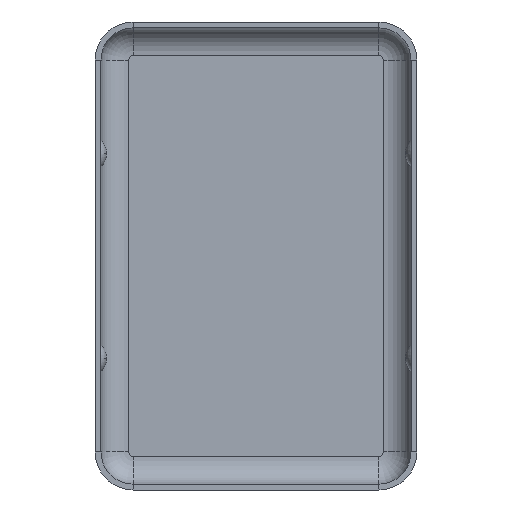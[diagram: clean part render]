
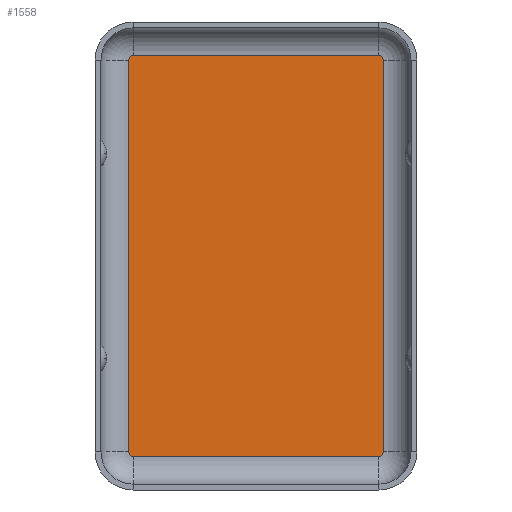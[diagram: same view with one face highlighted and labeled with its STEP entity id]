
A CAD part, front view. The second image highlights one B-rep face of the part: STEP entity #1558.
In plain terms, the highlighted planar face has unit normal (0, -1, 0).
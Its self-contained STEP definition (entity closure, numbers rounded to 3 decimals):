
#29 = LINE ( 'NONE', #1499, #504 ) ;
#34 = VERTEX_POINT ( 'NONE', #932 ) ;
#39 = CARTESIAN_POINT ( 'NONE',  ( -4.2, 0., 6.85 ) ) ;
#40 = EDGE_CURVE ( 'NONE', #982, #1624, #725, .T. ) ;
#43 = CARTESIAN_POINT ( 'NONE',  ( 4.35, 0., 6.7 ) ) ;
#44 = VERTEX_POINT ( 'NONE', #1072 ) ;
#46 = DIRECTION ( 'NONE',  ( 0., 1., 0. ) ) ;
#93 = DIRECTION ( 'NONE',  ( 0., 1., 0. ) ) ;
#104 = CARTESIAN_POINT ( 'NONE',  ( 4.2, 0., -6.7 ) ) ;
#126 = CARTESIAN_POINT ( 'NONE',  ( 4.2, 0., 6.85 ) ) ;
#167 = EDGE_CURVE ( 'NONE', #316, #44, #1207, .T. ) ;
#262 = VECTOR ( 'NONE', #853, 1000. ) ;
#316 = VERTEX_POINT ( 'NONE', #879 ) ;
#334 = VERTEX_POINT ( 'NONE', #43 ) ;
#336 = CIRCLE ( 'NONE', #1320, 0.15 ) ;
#366 = AXIS2_PLACEMENT_3D ( 'NONE', #104, #93, #1098 ) ;
#408 = CIRCLE ( 'NONE', #971, 0.15 ) ;
#422 = DIRECTION ( 'NONE',  ( 0., -1., 0. ) ) ;
#444 = CARTESIAN_POINT ( 'NONE',  ( -4.2, 0., 6.7 ) ) ;
#504 = VECTOR ( 'NONE', #1022, 1000. ) ;
#510 = ORIENTED_EDGE ( 'NONE', *, *, #634, .T. ) ;
#574 = EDGE_CURVE ( 'NONE', #838, #1591, #584, .T. ) ;
#583 = ORIENTED_EDGE ( 'NONE', *, *, #167, .T. ) ;
#584 = LINE ( 'NONE', #1609, #262 ) ;
#591 = CARTESIAN_POINT ( 'NONE',  ( 4.2, 0., 6.7 ) ) ;
#616 = AXIS2_PLACEMENT_3D ( 'NONE', #910, #422, #1274 ) ;
#634 = EDGE_CURVE ( 'NONE', #334, #838, #408, .T. ) ;
#651 = DIRECTION ( 'NONE',  ( 0., -1., 0. ) ) ;
#652 = ORIENTED_EDGE ( 'NONE', *, *, #1494, .T. ) ;
#656 = CARTESIAN_POINT ( 'NONE',  ( -4.2, 0., -6.85 ) ) ;
#659 = CIRCLE ( 'NONE', #366, 0.15 ) ;
#660 = ORIENTED_EDGE ( 'NONE', *, *, #901, .F. ) ;
#725 = LINE ( 'NONE', #825, #969 ) ;
#825 = CARTESIAN_POINT ( 'NONE',  ( 4.2, 0., -6.85 ) ) ;
#838 = VERTEX_POINT ( 'NONE', #126 ) ;
#853 = DIRECTION ( 'NONE',  ( -1., 0., 0. ) ) ;
#876 = CARTESIAN_POINT ( 'NONE',  ( -4.2, 0., -6.7 ) ) ;
#879 = CARTESIAN_POINT ( 'NONE',  ( -4.35, 0., 6.7 ) ) ;
#901 = EDGE_CURVE ( 'NONE', #334, #34, #29, .T. ) ;
#910 = CARTESIAN_POINT ( 'NONE',  ( 4.2, 0., -6.7 ) ) ;
#932 = CARTESIAN_POINT ( 'NONE',  ( 4.35, 0., -6.7 ) ) ;
#953 = DIRECTION ( 'NONE',  ( 0., -1., 0. ) ) ;
#969 = VECTOR ( 'NONE', #1578, 1000. ) ;
#971 = AXIS2_PLACEMENT_3D ( 'NONE', #591, #953, #1475 ) ;
#982 = VERTEX_POINT ( 'NONE', #1005 ) ;
#1005 = CARTESIAN_POINT ( 'NONE',  ( 4.2, 0., -6.85 ) ) ;
#1022 = DIRECTION ( 'NONE',  ( 0., 0., -1. ) ) ;
#1032 = EDGE_CURVE ( 'NONE', #316, #1591, #336, .T. ) ;
#1049 = ORIENTED_EDGE ( 'NONE', *, *, #1129, .F. ) ;
#1072 = CARTESIAN_POINT ( 'NONE',  ( -4.35, 0., -6.7 ) ) ;
#1088 = CIRCLE ( 'NONE', #1595, 0.15 ) ;
#1098 = DIRECTION ( 'NONE',  ( 0., 0., 1. ) ) ;
#1129 = EDGE_CURVE ( 'NONE', #34, #982, #659, .T. ) ;
#1135 = DIRECTION ( 'NONE',  ( 0., 0., 1. ) ) ;
#1155 = PLANE ( 'NONE',  #616 ) ;
#1207 = LINE ( 'NONE', #1460, #1506 ) ;
#1274 = DIRECTION ( 'NONE',  ( 0., 0., -1. ) ) ;
#1320 = AXIS2_PLACEMENT_3D ( 'NONE', #444, #46, #1561 ) ;
#1322 = FACE_OUTER_BOUND ( 'NONE', #1565, .T. ) ;
#1392 = ORIENTED_EDGE ( 'NONE', *, *, #1032, .F. ) ;
#1460 = CARTESIAN_POINT ( 'NONE',  ( -4.35, 0., 0. ) ) ;
#1475 = DIRECTION ( 'NONE',  ( 0., 0., -1. ) ) ;
#1494 = EDGE_CURVE ( 'NONE', #44, #1624, #1088, .T. ) ;
#1499 = CARTESIAN_POINT ( 'NONE',  ( 4.35, 0., 0. ) ) ;
#1506 = VECTOR ( 'NONE', #1594, 1000. ) ;
#1558 = ADVANCED_FACE ( 'NONE', ( #1322 ), #1155, .T. ) ;
#1561 = DIRECTION ( 'NONE',  ( 0., 0., -1. ) ) ;
#1565 = EDGE_LOOP ( 'NONE', ( #1592, #1049, #660, #510, #1621, #1392, #583, #652 ) ) ;
#1578 = DIRECTION ( 'NONE',  ( -1., 0., 0. ) ) ;
#1591 = VERTEX_POINT ( 'NONE', #39 ) ;
#1592 = ORIENTED_EDGE ( 'NONE', *, *, #40, .F. ) ;
#1594 = DIRECTION ( 'NONE',  ( 0., 0., -1. ) ) ;
#1595 = AXIS2_PLACEMENT_3D ( 'NONE', #876, #651, #1135 ) ;
#1609 = CARTESIAN_POINT ( 'NONE',  ( 4.2, 0., 6.85 ) ) ;
#1621 = ORIENTED_EDGE ( 'NONE', *, *, #574, .T. ) ;
#1624 = VERTEX_POINT ( 'NONE', #656 ) ;
